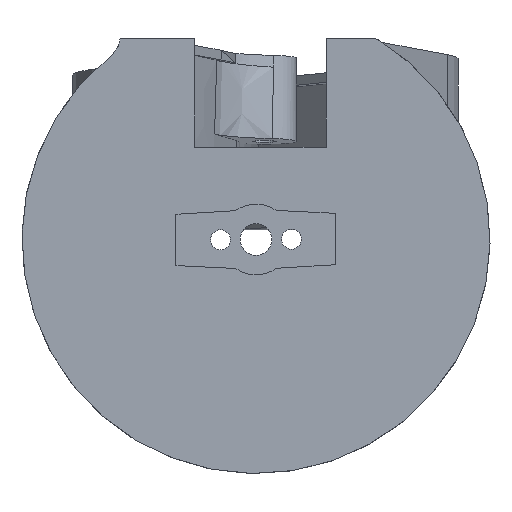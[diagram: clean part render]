
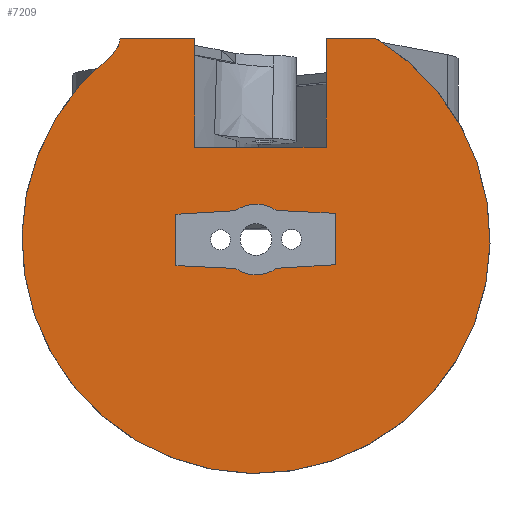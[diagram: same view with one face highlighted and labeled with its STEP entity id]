
A CAD part, front view. The second image highlights one B-rep face of the part: STEP entity #7209.
In plain terms, the highlighted planar face has unit normal (0, -1, 0).
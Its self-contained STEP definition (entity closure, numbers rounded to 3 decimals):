
#488=FACE_BOUND('',#1183,.T.);
#621=CIRCLE('',#7699,29.4);
#626=CIRCLE('',#7715,4.45);
#627=CIRCLE('',#7716,4.45);
#774=FACE_OUTER_BOUND('',#1182,.T.);
#1182=EDGE_LOOP('',(#5535,#5536,#5537,#5538,#5539,#5540,#5541,#5542));
#1183=EDGE_LOOP('',(#5543,#5544,#5545,#5546,#5547,#5548,#5549,#5550));
#1586=LINE('',#11951,#1999);
#1601=LINE('',#12191,#2014);
#1605=LINE('',#12622,#2018);
#1606=LINE('',#12625,#2019);
#1609=LINE('',#12630,#2022);
#1610=LINE('',#12639,#2023);
#1611=LINE('',#12643,#2024);
#1612=LINE('',#12645,#2025);
#1613=LINE('',#12647,#2026);
#1614=LINE('',#12651,#2027);
#1615=LINE('',#12652,#2028);
#1999=VECTOR('',#8195,10.);
#2014=VECTOR('',#8238,10.);
#2018=VECTOR('',#8280,10.);
#2019=VECTOR('',#8283,10.);
#2022=VECTOR('',#8288,10.);
#2023=VECTOR('',#8289,10.);
#2024=VECTOR('',#8292,10.);
#2025=VECTOR('',#8293,10.);
#2026=VECTOR('',#8294,10.);
#2027=VECTOR('',#8297,10.);
#2028=VECTOR('',#8298,10.);
#2420=B_SPLINE_CURVE_WITH_KNOTS('',3,(#12274,#12275,#12276,#12277,#12278,
#12279,#12280,#12281,#12282,#12283),.UNSPECIFIED.,.F.,.F.,(4,3,3,4),(0.29,
0.301,0.318,0.335),.UNSPECIFIED.);
#2444=B_SPLINE_CURVE_WITH_KNOTS('',3,(#12631,#12632,#12633,#12634,#12635,
#12636),.UNSPECIFIED.,.F.,.F.,(4,2,4),(0.,0.149,0.209),
 .UNSPECIFIED.);
#3194=VERTEX_POINT('',#11929);
#3195=VERTEX_POINT('',#11950);
#3218=VERTEX_POINT('',#12188);
#3219=VERTEX_POINT('',#12190);
#3223=VERTEX_POINT('',#12257);
#3224=VERTEX_POINT('',#12286);
#3244=VERTEX_POINT('',#12620);
#3245=VERTEX_POINT('',#12624);
#3247=VERTEX_POINT('',#12637);
#3248=VERTEX_POINT('',#12638);
#3249=VERTEX_POINT('',#12640);
#3250=VERTEX_POINT('',#12642);
#3251=VERTEX_POINT('',#12644);
#3252=VERTEX_POINT('',#12646);
#3253=VERTEX_POINT('',#12648);
#3254=VERTEX_POINT('',#12650);
#4045=EDGE_CURVE('',#3195,#3194,#1586,.T.);
#4078=EDGE_CURVE('',#3219,#3218,#1601,.T.);
#4086=EDGE_CURVE('',#3223,#3194,#2420,.T.);
#4088=EDGE_CURVE('',#3219,#3224,#621,.F.);
#4120=EDGE_CURVE('',#3218,#3244,#1605,.T.);
#4121=EDGE_CURVE('',#3245,#3195,#1606,.T.);
#4124=EDGE_CURVE('',#3244,#3245,#1609,.T.);
#4125=EDGE_CURVE('',#3224,#3223,#2444,.T.);
#4126=EDGE_CURVE('',#3247,#3248,#1610,.T.);
#4127=EDGE_CURVE('',#3248,#3249,#626,.T.);
#4128=EDGE_CURVE('',#3249,#3250,#1611,.T.);
#4129=EDGE_CURVE('',#3250,#3251,#1612,.T.);
#4130=EDGE_CURVE('',#3251,#3252,#1613,.T.);
#4131=EDGE_CURVE('',#3252,#3253,#627,.T.);
#4132=EDGE_CURVE('',#3253,#3254,#1614,.T.);
#4133=EDGE_CURVE('',#3254,#3247,#1615,.T.);
#5535=ORIENTED_EDGE('',*,*,#4078,.T.);
#5536=ORIENTED_EDGE('',*,*,#4120,.T.);
#5537=ORIENTED_EDGE('',*,*,#4124,.T.);
#5538=ORIENTED_EDGE('',*,*,#4121,.T.);
#5539=ORIENTED_EDGE('',*,*,#4045,.T.);
#5540=ORIENTED_EDGE('',*,*,#4086,.F.);
#5541=ORIENTED_EDGE('',*,*,#4125,.F.);
#5542=ORIENTED_EDGE('',*,*,#4088,.F.);
#5543=ORIENTED_EDGE('',*,*,#4126,.T.);
#5544=ORIENTED_EDGE('',*,*,#4127,.T.);
#5545=ORIENTED_EDGE('',*,*,#4128,.T.);
#5546=ORIENTED_EDGE('',*,*,#4129,.T.);
#5547=ORIENTED_EDGE('',*,*,#4130,.T.);
#5548=ORIENTED_EDGE('',*,*,#4131,.T.);
#5549=ORIENTED_EDGE('',*,*,#4132,.T.);
#5550=ORIENTED_EDGE('',*,*,#4133,.T.);
#7082=PLANE('',#7714);
#7209=ADVANCED_FACE('',(#774,#488),#7082,.F.);
#7699=AXIS2_PLACEMENT_3D('',#12287,#8250,#8251);
#7714=AXIS2_PLACEMENT_3D('',#12629,#8286,#8287);
#7715=AXIS2_PLACEMENT_3D('',#12641,#8290,#8291);
#7716=AXIS2_PLACEMENT_3D('',#12649,#8295,#8296);
#8195=DIRECTION('',(-1.,0.,-0.001));
#8238=DIRECTION('',(-1.,0.,-0.001));
#8250=DIRECTION('center_axis',(0.,-1.,0.));
#8251=DIRECTION('ref_axis',(-1.,0.,-0.001));
#8280=DIRECTION('',(0.,0.,-1.));
#8283=DIRECTION('',(0.,0.,1.));
#8286=DIRECTION('center_axis',(0.,1.,0.));
#8287=DIRECTION('ref_axis',(1.,0.,0.001));
#8288=DIRECTION('',(-1.,0.,0.));
#8289=DIRECTION('',(0.998,0.,0.06));
#8290=DIRECTION('center_axis',(0.,1.,0.));
#8291=DIRECTION('ref_axis',(0.578,0.,-0.816));
#8292=DIRECTION('',(0.999,0.,-0.049));
#8293=DIRECTION('',(0.,0.,-1.));
#8294=DIRECTION('',(-0.998,0.,-0.06));
#8295=DIRECTION('center_axis',(0.,1.,0.));
#8296=DIRECTION('ref_axis',(0.578,0.,-0.816));
#8297=DIRECTION('',(-0.999,0.,0.049));
#8298=DIRECTION('',(0.,0.,1.));
#11929=CARTESIAN_POINT('',(20.804,152.474,113.698));
#11950=CARTESIAN_POINT('',(30.19,152.474,113.703));
#11951=CARTESIAN_POINT('',(38.502,152.474,113.707));
#12188=CARTESIAN_POINT('',(46.667,152.474,113.711));
#12190=CARTESIAN_POINT('',(52.943,152.474,113.714));
#12191=CARTESIAN_POINT('',(38.502,152.474,113.707));
#12257=CARTESIAN_POINT('',(20.636,152.474,113.027));
#12274=CARTESIAN_POINT('Ctrl Pts',(20.634,152.475,113.028));
#12275=CARTESIAN_POINT('Ctrl Pts',(20.652,152.475,113.081));
#12276=CARTESIAN_POINT('Ctrl Pts',(20.67,152.475,113.134));
#12277=CARTESIAN_POINT('Ctrl Pts',(20.686,152.475,113.187));
#12278=CARTESIAN_POINT('Ctrl Pts',(20.712,152.475,113.271));
#12279=CARTESIAN_POINT('Ctrl Pts',(20.734,152.475,113.356));
#12280=CARTESIAN_POINT('Ctrl Pts',(20.754,152.475,113.441));
#12281=CARTESIAN_POINT('Ctrl Pts',(20.774,152.475,113.526));
#12282=CARTESIAN_POINT('Ctrl Pts',(20.79,152.475,113.612));
#12283=CARTESIAN_POINT('Ctrl Pts',(20.803,152.475,113.698));
#12286=CARTESIAN_POINT('',(19.415,152.474,111.36));
#12287=CARTESIAN_POINT('Origin',(37.869,152.474,88.473));
#12620=CARTESIAN_POINT('',(46.667,152.474,100.069));
#12622=CARTESIAN_POINT('',(46.667,152.474,97.616));
#12624=CARTESIAN_POINT('',(30.19,152.474,100.069));
#12625=CARTESIAN_POINT('',(30.19,152.474,97.616));
#12629=CARTESIAN_POINT('Origin',(37.869,152.474,88.473));
#12630=CARTESIAN_POINT('',(38.149,152.474,100.069));
#12631=CARTESIAN_POINT('Ctrl Pts',(19.415,152.474,111.36));
#12632=CARTESIAN_POINT('Ctrl Pts',(19.8,152.474,111.67));
#12633=CARTESIAN_POINT('Ctrl Pts',(20.129,152.474,112.052));
#12634=CARTESIAN_POINT('Ctrl Pts',(20.477,152.474,112.656));
#12635=CARTESIAN_POINT('Ctrl Pts',(20.564,152.474,112.839));
#12636=CARTESIAN_POINT('Ctrl Pts',(20.636,152.474,113.027));
#12637=CARTESIAN_POINT('',(27.818,152.474,91.639));
#12638=CARTESIAN_POINT('',(35.277,152.474,92.09));
#12639=CARTESIAN_POINT('',(36.613,152.474,92.17));
#12640=CARTESIAN_POINT('',(40.42,152.474,92.119));
#12641=CARTESIAN_POINT('Origin',(37.869,152.474,88.473));
#12642=CARTESIAN_POINT('',(47.824,152.474,91.757));
#12643=CARTESIAN_POINT('',(45.059,152.474,91.892));
#12644=CARTESIAN_POINT('',(47.824,152.474,85.301));
#12645=CARTESIAN_POINT('',(47.824,152.474,88.314));
#12646=CARTESIAN_POINT('',(40.462,152.474,84.856));
#12647=CARTESIAN_POINT('',(39.125,152.474,84.775));
#12648=CARTESIAN_POINT('',(35.318,152.474,84.826));
#12649=CARTESIAN_POINT('Origin',(37.869,152.474,88.473));
#12650=CARTESIAN_POINT('',(27.818,152.474,85.193));
#12651=CARTESIAN_POINT('',(30.679,152.474,85.053));
#12652=CARTESIAN_POINT('',(27.818,152.474,88.314));
